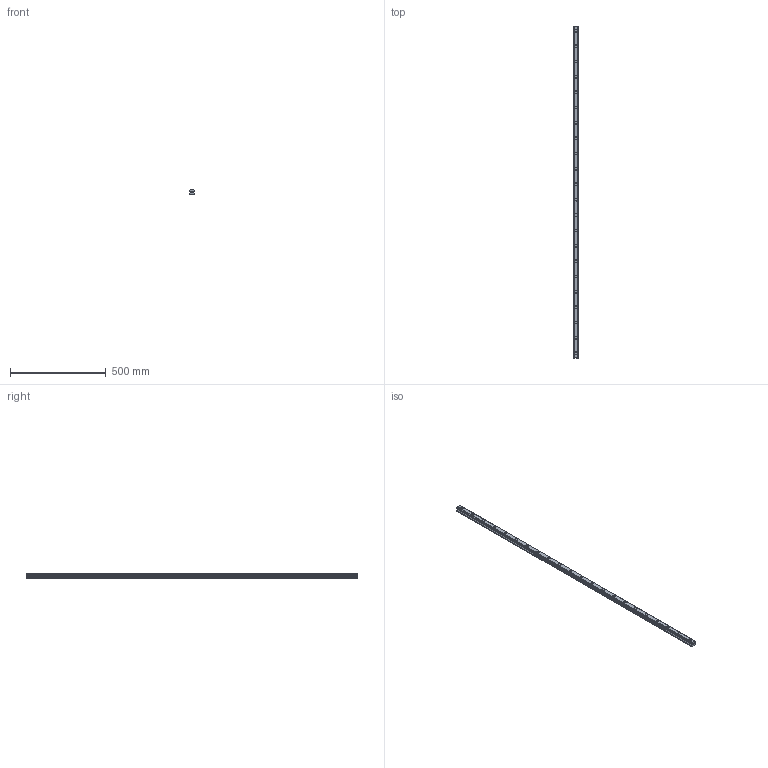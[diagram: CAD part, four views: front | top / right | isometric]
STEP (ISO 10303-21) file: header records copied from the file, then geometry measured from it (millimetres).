
FILE_DESCRIPTION(('STEP AP214'),'1');
FILE_NAME('cctmp_098E2611-41CD-4272-B0D4-EC363FA63B86_2020_6_29_12_35_41_950..stp','2020-06-29T10:35:42',('HIWIN GmbH'),('CADClick - www.CADClick.com'),'Spatial InterOp 3D',' ','unknown authorization');
FILE_SCHEMA(('AUTOMOTIVE_DESIGN'));
Length unit declared in the file: millimetre
Products named in the file (1): HGR30R1730H_FILE
Bounding box: 28 x 1730 x 26 mm (x, y, z)
Volume: 1005594.5 mm3; surface area: 215267.2 mm2
Topology: 1 solids, 1 shells, 313 faces, 723 edges, 482 vertices
Faces by surface type: plane 159, cylinder 154
Entity records: 11513 total; most frequent: DIRECTION 1659, CARTESIAN_POINT 1519, ORIENTED_EDGE 1446, EDGE_CURVE 723, AXIS2_PLACEMENT_3D 622, VERTEX_POINT 482, LINE 415, VECTOR 415
